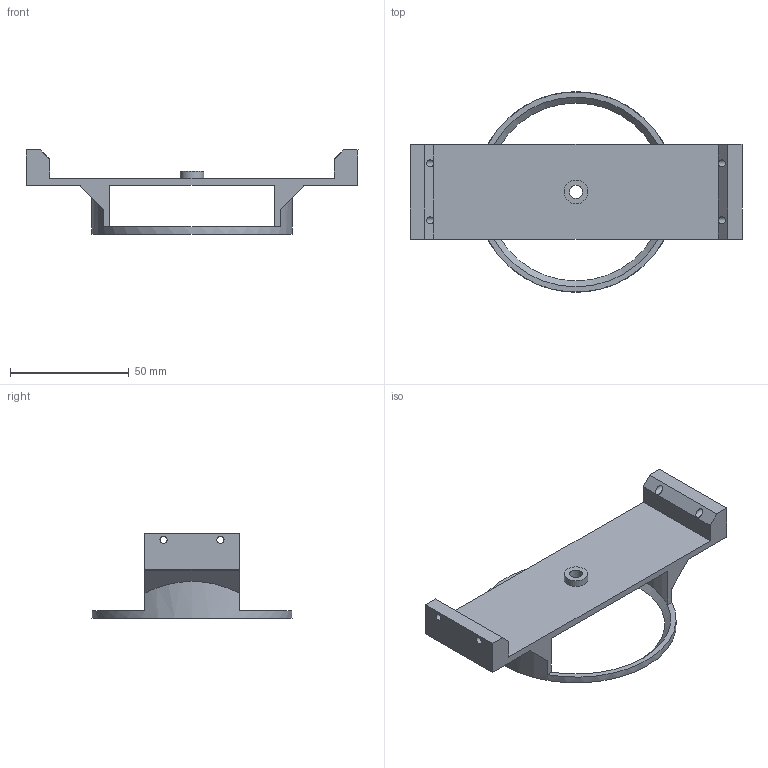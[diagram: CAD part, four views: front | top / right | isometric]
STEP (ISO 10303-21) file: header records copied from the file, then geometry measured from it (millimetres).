
FILE_DESCRIPTION(/* description */ (''),/* implementation_level */ '2;1');
FILE_NAME(/* name */ 'diancitiev6.step',/* time_stamp */ '2025-10-26T18:13:29-04:00',/* author */ (''),/* organization */ (''),/* preprocessor_version */ 'ST-DEVELOPER v20.1',/* originating_system */ 'Autodesk Translation Framework v14.17.0.0',/* authorisation */ '');
FILE_SCHEMA (('AUTOMOTIVE_DESIGN { 1 0 10303 214 3 1 1 }'));
Length unit declared in the file: millimetre
Products named in the file (1): 2025-10-19-22-14-40-317
Bounding box: 140 x 84.5 x 35.5 mm (x, y, z)
Volume: 33319.8 mm3; surface area: 21022.4 mm2
Topology: 1 solids, 1 shells, 38 faces, 115 edges, 74 vertices
Faces by surface type: plane 27, cylinder 10, cone 1
Full cylindrical faces by diameter (mm): 3 x4, 5.5 x1, 10 x1, 79.5 x1, 84.5 x1
Entity records: 1352 total; most frequent: ORIENTED_EDGE 230, DIRECTION 229, CARTESIAN_POINT 228, EDGE_CURVE 115, LINE 79, VECTOR 79, AXIS2_PLACEMENT_3D 75, VERTEX_POINT 74
